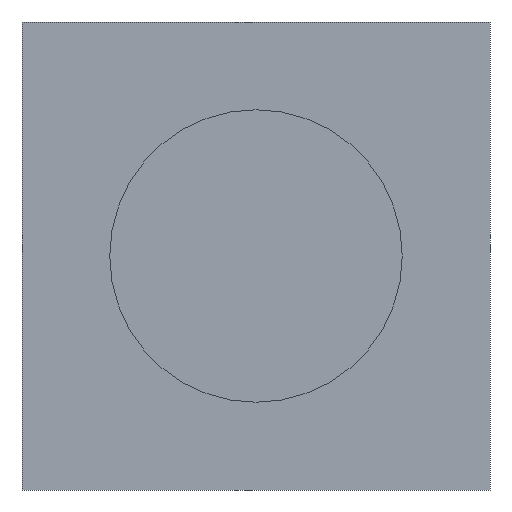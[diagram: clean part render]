
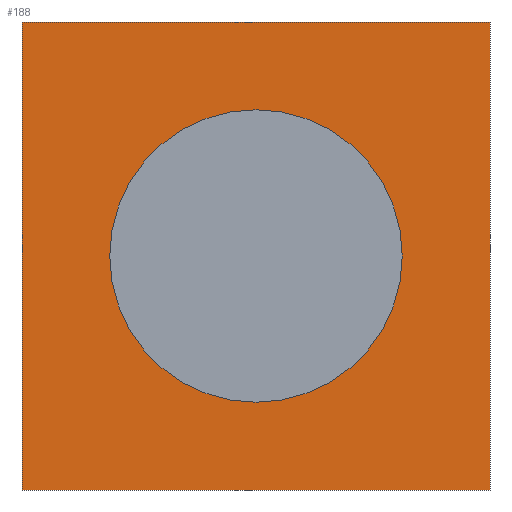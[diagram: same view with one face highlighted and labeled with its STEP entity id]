
A CAD part, front view. The second image highlights one B-rep face of the part: STEP entity #188.
In plain terms, the highlighted planar face has unit normal (0, -1, 0).
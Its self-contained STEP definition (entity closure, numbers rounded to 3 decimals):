
#2 = CARTESIAN_POINT ( 'NONE',  ( 0., -14.5, 0. ) ) ;
#28 = VERTEX_POINT ( 'NONE', #500 ) ;
#45 = PLANE ( 'NONE',  #144 ) ;
#46 = VERTEX_POINT ( 'NONE', #616 ) ;
#64 = DIRECTION ( 'NONE',  ( 0., 0., 1. ) ) ;
#68 = DIRECTION ( 'NONE',  ( 1., 0., 0. ) ) ;
#90 = DIRECTION ( 'NONE',  ( 0., -1., 0. ) ) ;
#98 = EDGE_CURVE ( 'NONE', #28, #443, #450, .T. ) ;
#100 = VERTEX_POINT ( 'NONE', #226 ) ;
#127 = CARTESIAN_POINT ( 'NONE',  ( 8., -14.5, -8. ) ) ;
#131 = ORIENTED_EDGE ( 'NONE', *, *, #202, .T. ) ;
#144 = AXIS2_PLACEMENT_3D ( 'NONE', #388, #555, #336 ) ;
#145 = CARTESIAN_POINT ( 'NONE',  ( -8., -14.5, 8. ) ) ;
#156 = DIRECTION ( 'NONE',  ( 0., 0., 1. ) ) ;
#188 = ADVANCED_FACE ( 'NONE', ( #245, #512 ), #45, .F. ) ;
#202 = EDGE_CURVE ( 'NONE', #486, #46, #367, .T. ) ;
#205 = DIRECTION ( 'NONE',  ( 0., 0., -1. ) ) ;
#219 = ORIENTED_EDGE ( 'NONE', *, *, #626, .F. ) ;
#226 = CARTESIAN_POINT ( 'NONE',  ( 0., -14.5, 5. ) ) ;
#245 = FACE_BOUND ( 'NONE', #345, .T. ) ;
#258 = ORIENTED_EDGE ( 'NONE', *, *, #587, .T. ) ;
#290 = VECTOR ( 'NONE', #68, 1000. ) ;
#292 = LINE ( 'NONE', #399, #417 ) ;
#315 = ORIENTED_EDGE ( 'NONE', *, *, #361, .F. ) ;
#316 = VERTEX_POINT ( 'NONE', #514 ) ;
#318 = EDGE_LOOP ( 'NONE', ( #258, #131, #504, #622 ) ) ;
#323 = CARTESIAN_POINT ( 'NONE',  ( -8., -14.5, -8. ) ) ;
#336 = DIRECTION ( 'NONE',  ( 0., 0., 1. ) ) ;
#345 = EDGE_LOOP ( 'NONE', ( #315, #219 ) ) ;
#354 = DIRECTION ( 'NONE',  ( 0., -1., 0. ) ) ;
#359 = CARTESIAN_POINT ( 'NONE',  ( 8., -14.5, 8. ) ) ;
#361 = EDGE_CURVE ( 'NONE', #316, #100, #447, .T. ) ;
#367 = LINE ( 'NONE', #145, #379 ) ;
#374 = CARTESIAN_POINT ( 'NONE',  ( 0., -14.5, 0. ) ) ;
#379 = VECTOR ( 'NONE', #638, 1000. ) ;
#388 = CARTESIAN_POINT ( 'NONE',  ( 8., -14.5, 8. ) ) ;
#399 = CARTESIAN_POINT ( 'NONE',  ( -8., -14.5, -8. ) ) ;
#417 = VECTOR ( 'NONE', #205, 1000. ) ;
#421 = DIRECTION ( 'NONE',  ( 0., 0., 1. ) ) ;
#426 = VECTOR ( 'NONE', #156, 1000. ) ;
#443 = VERTEX_POINT ( 'NONE', #127 ) ;
#447 = CIRCLE ( 'NONE', #625, 5. ) ;
#450 = LINE ( 'NONE', #323, #290 ) ;
#486 = VERTEX_POINT ( 'NONE', #359 ) ;
#500 = CARTESIAN_POINT ( 'NONE',  ( -8., -14.5, -8. ) ) ;
#504 = ORIENTED_EDGE ( 'NONE', *, *, #582, .T. ) ;
#512 = FACE_OUTER_BOUND ( 'NONE', #318, .T. ) ;
#514 = CARTESIAN_POINT ( 'NONE',  ( 0., -14.5, -5. ) ) ;
#518 = AXIS2_PLACEMENT_3D ( 'NONE', #374, #90, #421 ) ;
#541 = CIRCLE ( 'NONE', #518, 5. ) ;
#550 = CARTESIAN_POINT ( 'NONE',  ( 8., -14.5, -8. ) ) ;
#555 = DIRECTION ( 'NONE',  ( 0., 1., 0. ) ) ;
#562 = LINE ( 'NONE', #550, #426 ) ;
#582 = EDGE_CURVE ( 'NONE', #46, #28, #292, .T. ) ;
#587 = EDGE_CURVE ( 'NONE', #443, #486, #562, .T. ) ;
#616 = CARTESIAN_POINT ( 'NONE',  ( -8., -14.5, 8. ) ) ;
#622 = ORIENTED_EDGE ( 'NONE', *, *, #98, .T. ) ;
#625 = AXIS2_PLACEMENT_3D ( 'NONE', #2, #354, #64 ) ;
#626 = EDGE_CURVE ( 'NONE', #100, #316, #541, .T. ) ;
#638 = DIRECTION ( 'NONE',  ( -1., 0., 0. ) ) ;
